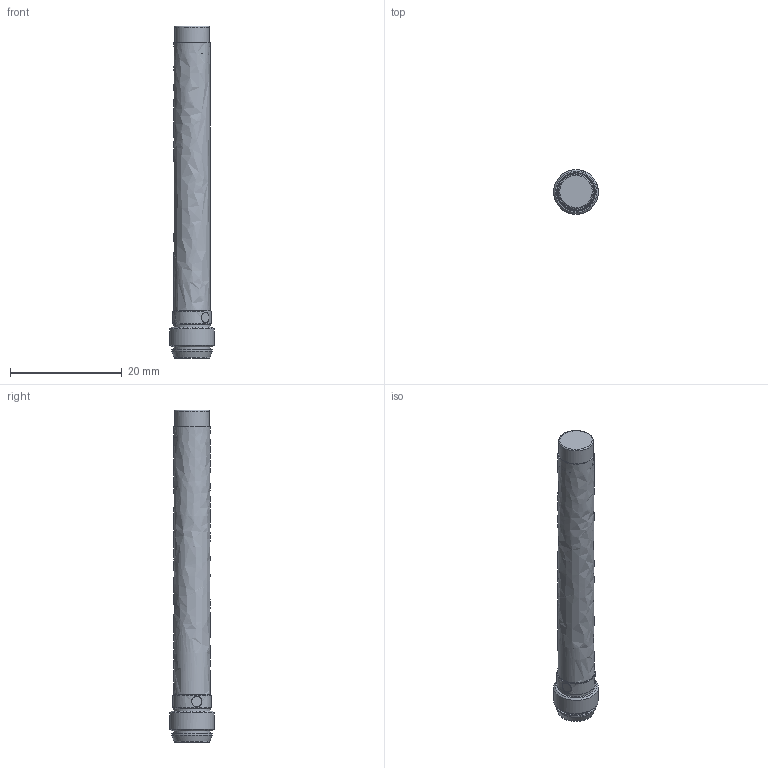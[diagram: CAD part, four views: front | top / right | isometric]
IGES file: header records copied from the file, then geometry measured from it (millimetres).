
Global section: file name: KDC 6.5 nb Stecker; native system: Autodesk Inventor 2018; preprocessor: unknown; author: C. Kuhn; organization: di-soric GmbH & Co. KG; date: 20171127.143854; units: millimetre
Bounding box: 7.98 x 8 x 59.5 mm (x, y, z)
Volume: 665.7 mm3; surface area: 2742.1 mm2
Topology: 3 solids, 3 shells, 108 faces, 255 edges, 172 vertices
Faces by surface type: bspline 108
